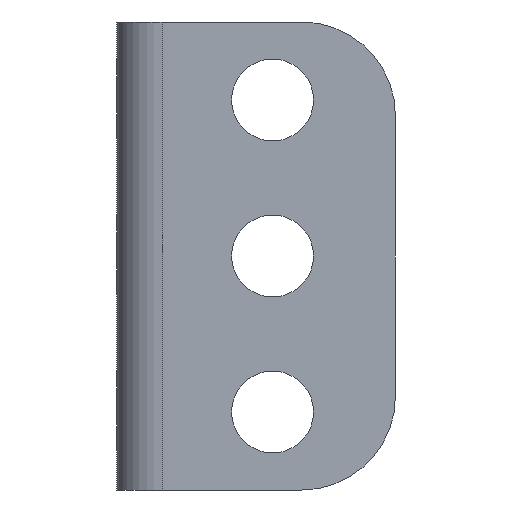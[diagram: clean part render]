
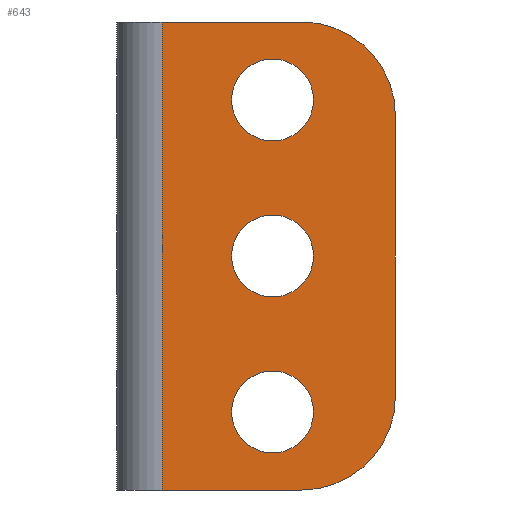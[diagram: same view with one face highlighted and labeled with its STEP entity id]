
A CAD part, left-side view. The second image highlights one B-rep face of the part: STEP entity #643.
In plain terms, the highlighted planar face has unit normal (-1, 0, 0).
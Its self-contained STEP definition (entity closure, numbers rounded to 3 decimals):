
#5 = AXIS2_PLACEMENT_3D ( 'NONE', #1195, #116, #531 ) ;
#41 = DIRECTION ( 'NONE',  ( 1., 0., 0. ) ) ;
#73 = DIRECTION ( 'NONE',  ( -1., 0., 0. ) ) ;
#82 = AXIS2_PLACEMENT_3D ( 'NONE', #1118, #342, #322 ) ;
#89 = VERTEX_POINT ( 'NONE', #1094 ) ;
#100 = ORIENTED_EDGE ( 'NONE', *, *, #1003, .T. ) ;
#116 = DIRECTION ( 'NONE',  ( -1., 0., 0. ) ) ;
#205 = CARTESIAN_POINT ( 'NONE',  ( -28.8, -8., -4.8 ) ) ;
#211 = EDGE_CURVE ( 'NONE', #570, #1147, #723, .T. ) ;
#212 = DIRECTION ( 'NONE',  ( 0., -1., 0. ) ) ;
#224 = LINE ( 'NONE', #346, #1093 ) ;
#243 = DIRECTION ( 'NONE',  ( 0., 0., 1. ) ) ;
#285 = ORIENTED_EDGE ( 'NONE', *, *, #397, .T. ) ;
#304 = CIRCLE ( 'NONE', #1705, 2.1 ) ;
#322 = DIRECTION ( 'NONE',  ( 0., -1., 0. ) ) ;
#342 = DIRECTION ( 'NONE',  ( 1., 0., 0. ) ) ;
#346 = CARTESIAN_POINT ( 'NONE',  ( -28.8, -14.3, -24.8 ) ) ;
#360 = CIRCLE ( 'NONE', #1646, 2.1 ) ;
#363 = CARTESIAN_POINT ( 'NONE',  ( -28.8, -10.1, -12.8 ) ) ;
#381 = PLANE ( 'NONE',  #700 ) ;
#397 = EDGE_CURVE ( 'NONE', #681, #559, #1506, .T. ) ;
#408 = CARTESIAN_POINT ( 'NONE',  ( -28.8, -10.1, -4.8 ) ) ;
#412 = VECTOR ( 'NONE', #415, 1000. ) ;
#415 = DIRECTION ( 'NONE',  ( 0., 1., 0. ) ) ;
#417 = DIRECTION ( 'NONE',  ( 0., -1., 0. ) ) ;
#478 = CIRCLE ( 'NONE', #1180, 2.1 ) ;
#496 = ORIENTED_EDGE ( 'NONE', *, *, #1339, .T. ) ;
#497 = FACE_BOUND ( 'NONE', #1332, .T. ) ;
#521 = DIRECTION ( 'NONE',  ( 1., 0., 0. ) ) ;
#530 = FACE_BOUND ( 'NONE', #1005, .T. ) ;
#531 = DIRECTION ( 'NONE',  ( 0., -1., 0. ) ) ;
#538 = VERTEX_POINT ( 'NONE', #1389 ) ;
#550 = ORIENTED_EDGE ( 'NONE', *, *, #1226, .F. ) ;
#559 = VERTEX_POINT ( 'NONE', #766 ) ;
#570 = VERTEX_POINT ( 'NONE', #637 ) ;
#590 = CIRCLE ( 'NONE', #5, 4.8 ) ;
#637 = CARTESIAN_POINT ( 'NONE',  ( -28.8, -5.9, -4.8 ) ) ;
#643 = ADVANCED_FACE ( 'NONE', ( #497, #530, #1194, #1573 ), #381, .T. ) ;
#647 = VECTOR ( 'NONE', #243, 1000. ) ;
#653 = DIRECTION ( 'NONE',  ( 1., 0., 0. ) ) ;
#658 = CARTESIAN_POINT ( 'NONE',  ( -28.8, -5.9, -20.8 ) ) ;
#669 = CARTESIAN_POINT ( 'NONE',  ( -28.8, -14.3, -20. ) ) ;
#675 = EDGE_LOOP ( 'NONE', ( #285, #550, #1536, #1560, #496, #1159 ) ) ;
#681 = VERTEX_POINT ( 'NONE', #787 ) ;
#700 = AXIS2_PLACEMENT_3D ( 'NONE', #1581, #1177, #1707 ) ;
#723 = CIRCLE ( 'NONE', #1387, 2.1 ) ;
#741 = VERTEX_POINT ( 'NONE', #963 ) ;
#747 = VERTEX_POINT ( 'NONE', #669 ) ;
#766 = CARTESIAN_POINT ( 'NONE',  ( -28.8, -2.337, -0.8 ) ) ;
#787 = CARTESIAN_POINT ( 'NONE',  ( -28.8, -9.5, -0.8 ) ) ;
#836 = CIRCLE ( 'NONE', #924, 2.1 ) ;
#863 = ORIENTED_EDGE ( 'NONE', *, *, #1239, .T. ) ;
#872 = CARTESIAN_POINT ( 'NONE',  ( -28.8, -10.1, -20.8 ) ) ;
#896 = VECTOR ( 'NONE', #1663, 1000. ) ;
#901 = CARTESIAN_POINT ( 'NONE',  ( -28.8, -8., -20.8 ) ) ;
#924 = AXIS2_PLACEMENT_3D ( 'NONE', #901, #521, #1437 ) ;
#947 = AXIS2_PLACEMENT_3D ( 'NONE', #981, #73, #1647 ) ;
#957 = CARTESIAN_POINT ( 'NONE',  ( -28.8, -8., -12.8 ) ) ;
#963 = CARTESIAN_POINT ( 'NONE',  ( -28.8, -5.9, -12.8 ) ) ;
#981 = CARTESIAN_POINT ( 'NONE',  ( -28.8, -9.5, -5.6 ) ) ;
#987 = VERTEX_POINT ( 'NONE', #363 ) ;
#990 = EDGE_CURVE ( 'NONE', #1285, #1408, #836, .T. ) ;
#1003 = EDGE_CURVE ( 'NONE', #987, #741, #478, .T. ) ;
#1005 = EDGE_LOOP ( 'NONE', ( #863, #1611 ) ) ;
#1008 = CIRCLE ( 'NONE', #947, 4.8 ) ;
#1028 = EDGE_CURVE ( 'NONE', #538, #89, #224, .T. ) ;
#1035 = DIRECTION ( 'NONE',  ( 0., -1., 0. ) ) ;
#1079 = EDGE_CURVE ( 'NONE', #741, #987, #304, .T. ) ;
#1093 = VECTOR ( 'NONE', #1035, 1000. ) ;
#1094 = CARTESIAN_POINT ( 'NONE',  ( -28.8, -9.5, -24.8 ) ) ;
#1108 = CARTESIAN_POINT ( 'NONE',  ( -28.8, -14.3, -0.8 ) ) ;
#1118 = CARTESIAN_POINT ( 'NONE',  ( -28.8, -8., -4.8 ) ) ;
#1130 = ORIENTED_EDGE ( 'NONE', *, *, #1079, .T. ) ;
#1147 = VERTEX_POINT ( 'NONE', #408 ) ;
#1155 = CARTESIAN_POINT ( 'NONE',  ( -28.8, -8., -20.8 ) ) ;
#1159 = ORIENTED_EDGE ( 'NONE', *, *, #1240, .T. ) ;
#1177 = DIRECTION ( 'NONE',  ( -1., 0., 0. ) ) ;
#1180 = AXIS2_PLACEMENT_3D ( 'NONE', #1286, #653, #1586 ) ;
#1194 = FACE_BOUND ( 'NONE', #1317, .T. ) ;
#1195 = CARTESIAN_POINT ( 'NONE',  ( -28.8, -9.5, -20. ) ) ;
#1226 = EDGE_CURVE ( 'NONE', #538, #559, #1283, .T. ) ;
#1239 = EDGE_CURVE ( 'NONE', #1147, #570, #1479, .T. ) ;
#1240 = EDGE_CURVE ( 'NONE', #1257, #681, #1008, .T. ) ;
#1250 = EDGE_CURVE ( 'NONE', #1408, #1285, #360, .T. ) ;
#1257 = VERTEX_POINT ( 'NONE', #1529 ) ;
#1283 = LINE ( 'NONE', #1518, #896 ) ;
#1285 = VERTEX_POINT ( 'NONE', #872 ) ;
#1286 = CARTESIAN_POINT ( 'NONE',  ( -28.8, -8., -12.8 ) ) ;
#1316 = LINE ( 'NONE', #1589, #647 ) ;
#1317 = EDGE_LOOP ( 'NONE', ( #1638, #1418 ) ) ;
#1329 = EDGE_CURVE ( 'NONE', #89, #747, #590, .T. ) ;
#1332 = EDGE_LOOP ( 'NONE', ( #100, #1130 ) ) ;
#1339 = EDGE_CURVE ( 'NONE', #747, #1257, #1316, .T. ) ;
#1387 = AXIS2_PLACEMENT_3D ( 'NONE', #205, #1673, #1405 ) ;
#1389 = CARTESIAN_POINT ( 'NONE',  ( -28.8, -2.337, -24.8 ) ) ;
#1405 = DIRECTION ( 'NONE',  ( 0., -1., 0. ) ) ;
#1408 = VERTEX_POINT ( 'NONE', #658 ) ;
#1415 = DIRECTION ( 'NONE',  ( 1., 0., 0. ) ) ;
#1418 = ORIENTED_EDGE ( 'NONE', *, *, #1250, .T. ) ;
#1437 = DIRECTION ( 'NONE',  ( 0., -1., 0. ) ) ;
#1479 = CIRCLE ( 'NONE', #82, 2.1 ) ;
#1506 = LINE ( 'NONE', #1108, #412 ) ;
#1518 = CARTESIAN_POINT ( 'NONE',  ( -28.8, -2.337, -25.6 ) ) ;
#1529 = CARTESIAN_POINT ( 'NONE',  ( -28.8, -14.3, -5.6 ) ) ;
#1536 = ORIENTED_EDGE ( 'NONE', *, *, #1028, .T. ) ;
#1560 = ORIENTED_EDGE ( 'NONE', *, *, #1329, .T. ) ;
#1573 = FACE_OUTER_BOUND ( 'NONE', #675, .T. ) ;
#1581 = CARTESIAN_POINT ( 'NONE',  ( -28.8, -1.6, -25.6 ) ) ;
#1586 = DIRECTION ( 'NONE',  ( 0., -1., 0. ) ) ;
#1589 = CARTESIAN_POINT ( 'NONE',  ( -28.8, -14.3, -25.6 ) ) ;
#1611 = ORIENTED_EDGE ( 'NONE', *, *, #211, .T. ) ;
#1638 = ORIENTED_EDGE ( 'NONE', *, *, #990, .T. ) ;
#1646 = AXIS2_PLACEMENT_3D ( 'NONE', #1155, #1415, #212 ) ;
#1647 = DIRECTION ( 'NONE',  ( 0., -1., 0. ) ) ;
#1663 = DIRECTION ( 'NONE',  ( 0., 0., 1. ) ) ;
#1673 = DIRECTION ( 'NONE',  ( 1., 0., 0. ) ) ;
#1705 = AXIS2_PLACEMENT_3D ( 'NONE', #957, #41, #417 ) ;
#1707 = DIRECTION ( 'NONE',  ( 0., -1., 0. ) ) ;
